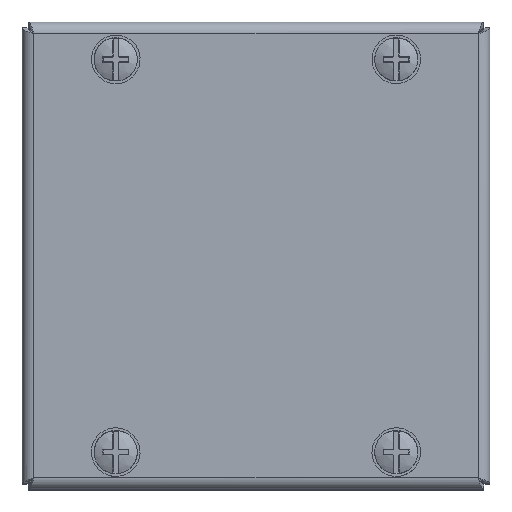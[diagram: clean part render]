
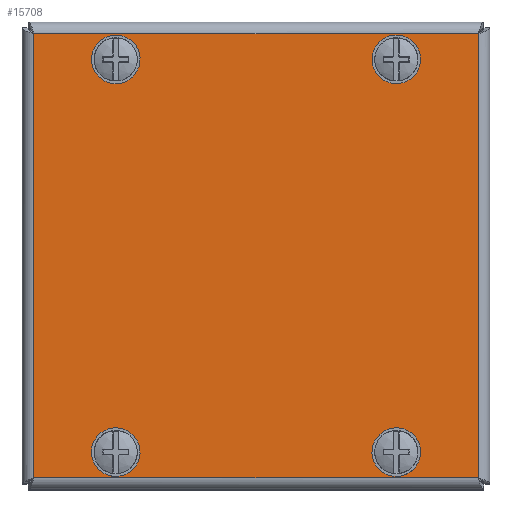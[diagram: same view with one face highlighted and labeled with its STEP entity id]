
A CAD part, top view. The second image highlights one B-rep face of the part: STEP entity #15708.
In plain terms, the highlighted face is planar.
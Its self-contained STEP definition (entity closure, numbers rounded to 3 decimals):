
#45 = DIRECTION ( 'NONE',  ( 1., 0., 0. ) ) ;
#1089 = DIRECTION ( 'NONE',  ( -1., 0., 0. ) ) ;
#1130 = DIRECTION ( 'NONE',  ( 1., 0., 0. ) ) ;
#1181 = LINE ( 'NONE', #5958, #4818 ) ;
#1341 = EDGE_CURVE ( 'NONE', #5593, #5593, #12737, .T. ) ;
#1495 = CARTESIAN_POINT ( 'NONE',  ( -26., 42., 0. ) ) ;
#1865 = CIRCLE ( 'NONE', #2691, 4. ) ;
#1955 = ORIENTED_EDGE ( 'NONE', *, *, #8862, .T. ) ;
#2691 = AXIS2_PLACEMENT_3D ( 'NONE', #3149, #11703, #4397 ) ;
#2729 = CARTESIAN_POINT ( 'NONE',  ( 47.5, 47.5, 0. ) ) ;
#2852 = CIRCLE ( 'NONE', #13467, 4. ) ;
#2925 = FACE_BOUND ( 'NONE', #4096, .T. ) ;
#2946 = DIRECTION ( 'NONE',  ( 0., -1., 0. ) ) ;
#2984 = VECTOR ( 'NONE', #2946, 1000. ) ;
#3149 = CARTESIAN_POINT ( 'NONE',  ( 30., -42., 0. ) ) ;
#3409 = ORIENTED_EDGE ( 'NONE', *, *, #1341, .F. ) ;
#3506 = DIRECTION ( 'NONE',  ( 0., 0., -1. ) ) ;
#3905 = EDGE_CURVE ( 'NONE', #11718, #4405, #12947, .T. ) ;
#3983 = EDGE_LOOP ( 'NONE', ( #13116 ) ) ;
#4096 = EDGE_LOOP ( 'NONE', ( #14811 ) ) ;
#4103 = CARTESIAN_POINT ( 'NONE',  ( 34., -42., 0. ) ) ;
#4284 = CARTESIAN_POINT ( 'NONE',  ( 47.5, 48.743, 0. ) ) ;
#4397 = DIRECTION ( 'NONE',  ( 1., 0., 0. ) ) ;
#4405 = VERTEX_POINT ( 'NONE', #14033 ) ;
#4765 = DIRECTION ( 'NONE',  ( 0., 0., 1. ) ) ;
#4818 = VECTOR ( 'NONE', #9632, 1000. ) ;
#5238 = CARTESIAN_POINT ( 'NONE',  ( -34., -42., 0. ) ) ;
#5455 = CARTESIAN_POINT ( 'NONE',  ( 48.743, -47.5, 0. ) ) ;
#5593 = VERTEX_POINT ( 'NONE', #1495 ) ;
#5715 = VERTEX_POINT ( 'NONE', #15637 ) ;
#5958 = CARTESIAN_POINT ( 'NONE',  ( -48.743, 47.5, 0. ) ) ;
#6479 = VECTOR ( 'NONE', #9142, 1000. ) ;
#7175 = EDGE_CURVE ( 'NONE', #7339, #7339, #2852, .T. ) ;
#7235 = PLANE ( 'NONE',  #9703 ) ;
#7339 = VERTEX_POINT ( 'NONE', #5238 ) ;
#7381 = DIRECTION ( 'NONE',  ( 0., 0., -1. ) ) ;
#7756 = CARTESIAN_POINT ( 'NONE',  ( 26., 42., 0. ) ) ;
#8428 = DIRECTION ( 'NONE',  ( 0., 0., -1. ) ) ;
#8476 = ORIENTED_EDGE ( 'NONE', *, *, #3905, .T. ) ;
#8678 = VERTEX_POINT ( 'NONE', #4103 ) ;
#8862 = EDGE_CURVE ( 'NONE', #15216, #11718, #12351, .T. ) ;
#9059 = FACE_BOUND ( 'NONE', #3983, .T. ) ;
#9085 = AXIS2_PLACEMENT_3D ( 'NONE', #14682, #7381, #45 ) ;
#9142 = DIRECTION ( 'NONE',  ( -1., 0., 0. ) ) ;
#9224 = CARTESIAN_POINT ( 'NONE',  ( -47.5, -48.743, 0. ) ) ;
#9435 = FACE_BOUND ( 'NONE', #11897, .T. ) ;
#9632 = DIRECTION ( 'NONE',  ( 1., 0., 0. ) ) ;
#9703 = AXIS2_PLACEMENT_3D ( 'NONE', #15758, #4765, #1130 ) ;
#9874 = EDGE_LOOP ( 'NONE', ( #12022 ) ) ;
#10448 = DIRECTION ( 'NONE',  ( 0., 1., 0. ) ) ;
#10547 = EDGE_CURVE ( 'NONE', #15527, #15527, #10923, .T. ) ;
#10559 = ORIENTED_EDGE ( 'NONE', *, *, #10565, .T. ) ;
#10565 = EDGE_CURVE ( 'NONE', #5715, #15216, #1181, .T. ) ;
#10825 = CARTESIAN_POINT ( 'NONE',  ( -30., -42., 0. ) ) ;
#10923 = CIRCLE ( 'NONE', #13728, 4. ) ;
#10981 = CARTESIAN_POINT ( 'NONE',  ( 47.5, -47.5, 0. ) ) ;
#11591 = VECTOR ( 'NONE', #10448, 1000. ) ;
#11703 = DIRECTION ( 'NONE',  ( 0., 0., -1. ) ) ;
#11718 = VERTEX_POINT ( 'NONE', #10981 ) ;
#11897 = EDGE_LOOP ( 'NONE', ( #3409 ) ) ;
#11930 = EDGE_LOOP ( 'NONE', ( #8476, #14741, #10559, #1955 ) ) ;
#12022 = ORIENTED_EDGE ( 'NONE', *, *, #10547, .F. ) ;
#12050 = DIRECTION ( 'NONE',  ( -1., 0., 0. ) ) ;
#12292 = FACE_BOUND ( 'NONE', #9874, .T. ) ;
#12351 = LINE ( 'NONE', #4284, #2984 ) ;
#12668 = FACE_OUTER_BOUND ( 'NONE', #11930, .T. ) ;
#12737 = CIRCLE ( 'NONE', #9085, 4. ) ;
#12947 = LINE ( 'NONE', #5455, #6479 ) ;
#12974 = EDGE_CURVE ( 'NONE', #8678, #8678, #1865, .T. ) ;
#13116 = ORIENTED_EDGE ( 'NONE', *, *, #7175, .F. ) ;
#13467 = AXIS2_PLACEMENT_3D ( 'NONE', #10825, #3506, #12050 ) ;
#13728 = AXIS2_PLACEMENT_3D ( 'NONE', #15722, #8428, #1089 ) ;
#13938 = EDGE_CURVE ( 'NONE', #4405, #5715, #15605, .T. ) ;
#14033 = CARTESIAN_POINT ( 'NONE',  ( -47.5, -47.5, 0. ) ) ;
#14682 = CARTESIAN_POINT ( 'NONE',  ( -30., 42., 0. ) ) ;
#14741 = ORIENTED_EDGE ( 'NONE', *, *, #13938, .T. ) ;
#14811 = ORIENTED_EDGE ( 'NONE', *, *, #12974, .F. ) ;
#15216 = VERTEX_POINT ( 'NONE', #2729 ) ;
#15527 = VERTEX_POINT ( 'NONE', #7756 ) ;
#15605 = LINE ( 'NONE', #9224, #11591 ) ;
#15637 = CARTESIAN_POINT ( 'NONE',  ( -47.5, 47.5, 0. ) ) ;
#15708 = ADVANCED_FACE ( 'NONE', ( #2925, #9059, #9435, #12292, #12668 ), #7235, .F. ) ;
#15722 = CARTESIAN_POINT ( 'NONE',  ( 30., 42., 0. ) ) ;
#15758 = CARTESIAN_POINT ( 'NONE',  ( -50., 50., 0. ) ) ;
